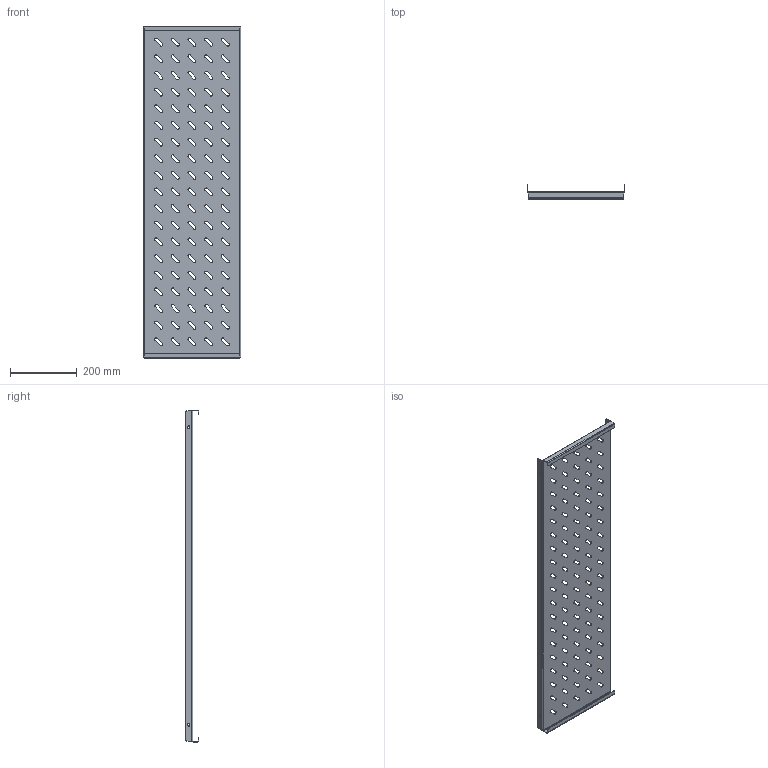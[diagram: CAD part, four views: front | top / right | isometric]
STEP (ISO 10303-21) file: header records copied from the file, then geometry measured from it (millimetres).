
FILE_DESCRIPTION (( 'STEP AP214' ), '1' );
FILE_NAME ('945.242.STEP', '2024-09-20T11:05:06', ( '' ), ( '' ), 'SwSTEP 2.0', 'SolidWorks 2021', '' );
FILE_SCHEMA (( 'AUTOMOTIVE_DESIGN' ));
Length unit declared in the file: millimetre
Products named in the file (1): 945.242
Bounding box: 292 x 41 x 997 mm (x, y, z)
Volume: 486936.7 mm3; surface area: 663611.7 mm2
Topology: 1 solids, 1 shells, 543 faces, 1595 edges, 1054 vertices
Faces by surface type: cylinder 313, plane 230
Entity records: 18681 total; most frequent: DIRECTION 3309, CARTESIAN_POINT 3193, ORIENTED_EDGE 3190, EDGE_CURVE 1595, AXIS2_PLACEMENT_3D 1170, VERTEX_POINT 1054, VECTOR 969, LINE 969
